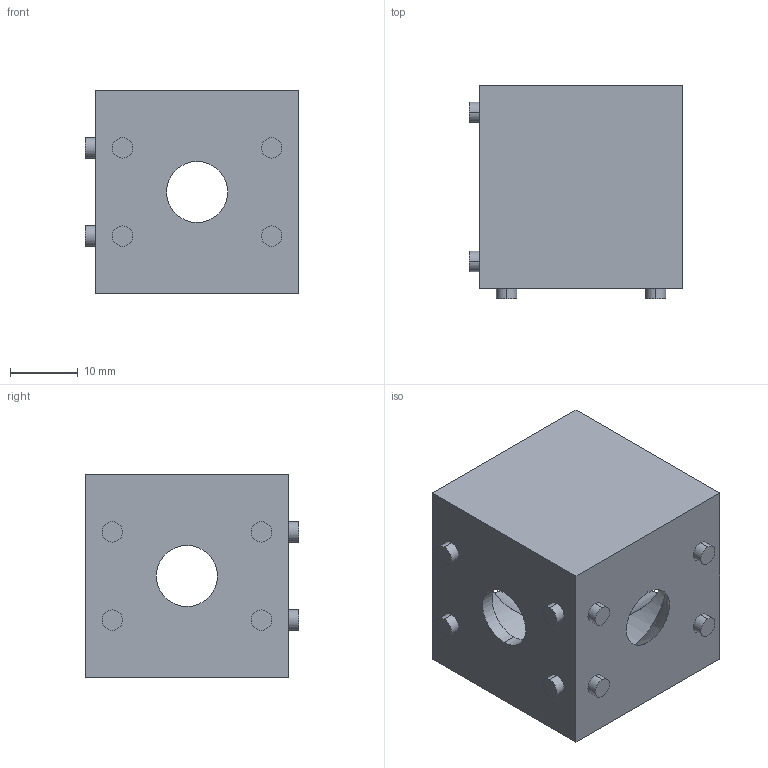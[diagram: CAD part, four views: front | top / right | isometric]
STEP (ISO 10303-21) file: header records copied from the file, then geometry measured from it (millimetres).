
FILE_DESCRIPTION (( 'STEP AP214' ), '1' );
FILE_NAME ('B844 2-õ ñòîðîííèé êóáè÷åñêèé ñîåäèíèòåëü 30õ30_D, ïàç 8.STEP', '2025-07-22T06:21:16', ( '' ), ( '' ), 'SwSTEP 2.0', 'SolidWorks 2025', '' );
FILE_SCHEMA (( 'AUTOMOTIVE_DESIGN' ));
Length unit declared in the file: millimetre
Products named in the file (1): B844 2-х сторонний кубический соединитель 30х30_D, паз 8
Bounding box: 31.5 x 31.5 x 30 mm (x, y, z)
Volume: 16876 mm3; surface area: 6915.9 mm2
Topology: 1 solids, 1 shells, 48 faces, 100 edges, 60 vertices
Faces by surface type: cylinder 26, plane 14, cone 8
Entity records: 1309 total; most frequent: DIRECTION 244, CARTESIAN_POINT 221, ORIENTED_EDGE 200, EDGE_CURVE 100, AXIS2_PLACEMENT_3D 99, VERTEX_POINT 60, EDGE_LOOP 60, CIRCLE 50
